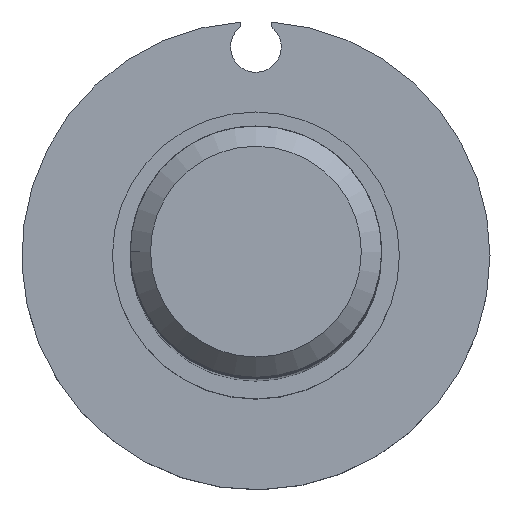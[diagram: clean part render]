
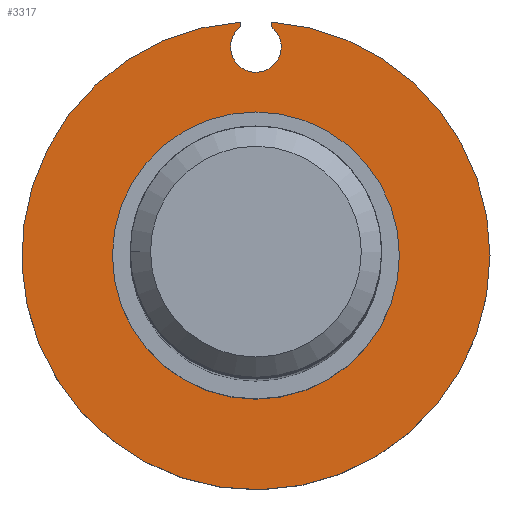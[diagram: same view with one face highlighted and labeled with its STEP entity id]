
A CAD part, top view. The second image highlights one B-rep face of the part: STEP entity #3317.
In plain terms, the highlighted planar face has unit normal (0, 0, 1).
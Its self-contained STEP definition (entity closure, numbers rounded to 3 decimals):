
#1128 = CYLINDRICAL_SURFACE('',#1129,8.992);
#1129 = AXIS2_PLACEMENT_3D('',#1130,#1131,#1132);
#1130 = CARTESIAN_POINT('',(0.,0.,5.969));
#1131 = DIRECTION('',(-0.,-0.,-1.));
#1132 = DIRECTION('',(1.,0.,0.));
#2329 = VERTEX_POINT('',#2330);
#2330 = CARTESIAN_POINT('',(8.992,0.,5.969));
#2353 = EDGE_CURVE('',#2329,#2329,#2354,.T.);
#2354 = SURFACE_CURVE('',#2355,(#2360,#2367),.PCURVE_S1.);
#2355 = CIRCLE('',#2356,8.992);
#2356 = AXIS2_PLACEMENT_3D('',#2357,#2358,#2359);
#2357 = CARTESIAN_POINT('',(0.,0.,5.969));
#2358 = DIRECTION('',(0.,0.,1.));
#2359 = DIRECTION('',(1.,0.,0.));
#2360 = PCURVE('',#1128,#2361);
#2361 = DEFINITIONAL_REPRESENTATION('',(#2362),#2366);
#2362 = LINE('',#2363,#2364);
#2363 = CARTESIAN_POINT('',(-0.,0.));
#2364 = VECTOR('',#2365,1.);
#2365 = DIRECTION('',(-1.,0.));
#2366 = ( GEOMETRIC_REPRESENTATION_CONTEXT(2) 
PARAMETRIC_REPRESENTATION_CONTEXT() REPRESENTATION_CONTEXT('2D SPACE',''
  ) );
#2367 = PCURVE('',#2368,#2373);
#2368 = PLANE('',#2369);
#2369 = AXIS2_PLACEMENT_3D('',#2370,#2371,#2372);
#2370 = CARTESIAN_POINT('',(0.,0.,5.969));
#2371 = DIRECTION('',(0.,0.,1.));
#2372 = DIRECTION('',(1.,0.,0.));
#2373 = DEFINITIONAL_REPRESENTATION('',(#2374),#2378);
#2374 = CIRCLE('',#2375,8.992);
#2375 = AXIS2_PLACEMENT_2D('',#2376,#2377);
#2376 = CARTESIAN_POINT('',(0.,0.));
#2377 = DIRECTION('',(1.,0.));
#2378 = ( GEOMETRIC_REPRESENTATION_CONTEXT(2) 
PARAMETRIC_REPRESENTATION_CONTEXT() REPRESENTATION_CONTEXT('2D SPACE',''
  ) );
#3317 = ADVANCED_FACE('',(#3318,#3492),#2368,.T.);
#3318 = FACE_BOUND('',#3319,.T.);
#3319 = EDGE_LOOP('',(#3320,#3350,#3379,#3408,#3436,#3465));
#3320 = ORIENTED_EDGE('',*,*,#3321,.T.);
#3321 = EDGE_CURVE('',#3322,#3324,#3326,.T.);
#3322 = VERTEX_POINT('',#3323);
#3323 = CARTESIAN_POINT('',(-0.953,14.351,5.969));
#3324 = VERTEX_POINT('',#3325);
#3325 = CARTESIAN_POINT('',(-0.953,14.638,5.969));
#3326 = SURFACE_CURVE('',#3327,(#3331,#3338),.PCURVE_S1.);
#3327 = LINE('',#3328,#3329);
#3328 = CARTESIAN_POINT('',(-0.953,14.078,5.969));
#3329 = VECTOR('',#3330,1.);
#3330 = DIRECTION('',(0.,1.,0.));
#3331 = PCURVE('',#2368,#3332);
#3332 = DEFINITIONAL_REPRESENTATION('',(#3333),#3337);
#3333 = LINE('',#3334,#3335);
#3334 = CARTESIAN_POINT('',(-0.953,14.078));
#3335 = VECTOR('',#3336,1.);
#3336 = DIRECTION('',(0.,1.));
#3337 = ( GEOMETRIC_REPRESENTATION_CONTEXT(2) 
PARAMETRIC_REPRESENTATION_CONTEXT() REPRESENTATION_CONTEXT('2D SPACE',''
  ) );
#3338 = PCURVE('',#3339,#3344);
#3339 = PLANE('',#3340);
#3340 = AXIS2_PLACEMENT_3D('',#3341,#3342,#3343);
#3341 = CARTESIAN_POINT('',(-0.953,14.078,5.969));
#3342 = DIRECTION('',(1.,0.,0.));
#3343 = DIRECTION('',(0.,1.,0.));
#3344 = DEFINITIONAL_REPRESENTATION('',(#3345),#3349);
#3345 = LINE('',#3346,#3347);
#3346 = CARTESIAN_POINT('',(0.,0.));
#3347 = VECTOR('',#3348,1.);
#3348 = DIRECTION('',(1.,0.));
#3349 = ( GEOMETRIC_REPRESENTATION_CONTEXT(2) 
PARAMETRIC_REPRESENTATION_CONTEXT() REPRESENTATION_CONTEXT('2D SPACE',''
  ) );
#3350 = ORIENTED_EDGE('',*,*,#3351,.T.);
#3351 = EDGE_CURVE('',#3324,#3352,#3354,.T.);
#3352 = VERTEX_POINT('',#3353);
#3353 = CARTESIAN_POINT('',(14.669,0.,5.969));
#3354 = SURFACE_CURVE('',#3355,(#3360,#3367),.PCURVE_S1.);
#3355 = CIRCLE('',#3356,14.669);
#3356 = AXIS2_PLACEMENT_3D('',#3357,#3358,#3359);
#3357 = CARTESIAN_POINT('',(0.,0.,5.969));
#3358 = DIRECTION('',(0.,0.,1.));
#3359 = DIRECTION('',(1.,0.,0.));
#3360 = PCURVE('',#2368,#3361);
#3361 = DEFINITIONAL_REPRESENTATION('',(#3362),#3366);
#3362 = CIRCLE('',#3363,14.669);
#3363 = AXIS2_PLACEMENT_2D('',#3364,#3365);
#3364 = CARTESIAN_POINT('',(0.,0.));
#3365 = DIRECTION('',(1.,0.));
#3366 = ( GEOMETRIC_REPRESENTATION_CONTEXT(2) 
PARAMETRIC_REPRESENTATION_CONTEXT() REPRESENTATION_CONTEXT('2D SPACE',''
  ) );
#3367 = PCURVE('',#3368,#3373);
#3368 = CYLINDRICAL_SURFACE('',#3369,14.669);
#3369 = AXIS2_PLACEMENT_3D('',#3370,#3371,#3372);
#3370 = CARTESIAN_POINT('',(0.,0.,0.));
#3371 = DIRECTION('',(-0.,-0.,-1.));
#3372 = DIRECTION('',(1.,0.,0.));
#3373 = DEFINITIONAL_REPRESENTATION('',(#3374),#3378);
#3374 = LINE('',#3375,#3376);
#3375 = CARTESIAN_POINT('',(-0.,-5.969));
#3376 = VECTOR('',#3377,1.);
#3377 = DIRECTION('',(-1.,0.));
#3378 = ( GEOMETRIC_REPRESENTATION_CONTEXT(2) 
PARAMETRIC_REPRESENTATION_CONTEXT() REPRESENTATION_CONTEXT('2D SPACE',''
  ) );
#3379 = ORIENTED_EDGE('',*,*,#3380,.T.);
#3380 = EDGE_CURVE('',#3352,#3381,#3383,.T.);
#3381 = VERTEX_POINT('',#3382);
#3382 = CARTESIAN_POINT('',(0.953,14.638,5.969));
#3383 = SURFACE_CURVE('',#3384,(#3389,#3396),.PCURVE_S1.);
#3384 = CIRCLE('',#3385,14.669);
#3385 = AXIS2_PLACEMENT_3D('',#3386,#3387,#3388);
#3386 = CARTESIAN_POINT('',(0.,0.,5.969));
#3387 = DIRECTION('',(0.,0.,1.));
#3388 = DIRECTION('',(1.,0.,0.));
#3389 = PCURVE('',#2368,#3390);
#3390 = DEFINITIONAL_REPRESENTATION('',(#3391),#3395);
#3391 = CIRCLE('',#3392,14.669);
#3392 = AXIS2_PLACEMENT_2D('',#3393,#3394);
#3393 = CARTESIAN_POINT('',(0.,0.));
#3394 = DIRECTION('',(1.,0.));
#3395 = ( GEOMETRIC_REPRESENTATION_CONTEXT(2) 
PARAMETRIC_REPRESENTATION_CONTEXT() REPRESENTATION_CONTEXT('2D SPACE',''
  ) );
#3396 = PCURVE('',#3397,#3402);
#3397 = CYLINDRICAL_SURFACE('',#3398,14.669);
#3398 = AXIS2_PLACEMENT_3D('',#3399,#3400,#3401);
#3399 = CARTESIAN_POINT('',(0.,0.,0.));
#3400 = DIRECTION('',(-0.,-0.,-1.));
#3401 = DIRECTION('',(1.,0.,0.));
#3402 = DEFINITIONAL_REPRESENTATION('',(#3403),#3407);
#3403 = LINE('',#3404,#3405);
#3404 = CARTESIAN_POINT('',(-0.,-5.969));
#3405 = VECTOR('',#3406,1.);
#3406 = DIRECTION('',(-1.,0.));
#3407 = ( GEOMETRIC_REPRESENTATION_CONTEXT(2) 
PARAMETRIC_REPRESENTATION_CONTEXT() REPRESENTATION_CONTEXT('2D SPACE',''
  ) );
#3408 = ORIENTED_EDGE('',*,*,#3409,.T.);
#3409 = EDGE_CURVE('',#3381,#3410,#3412,.T.);
#3410 = VERTEX_POINT('',#3411);
#3411 = CARTESIAN_POINT('',(0.953,14.351,5.969));
#3412 = SURFACE_CURVE('',#3413,(#3417,#3424),.PCURVE_S1.);
#3413 = LINE('',#3414,#3415);
#3414 = CARTESIAN_POINT('',(0.953,15.766,5.969));
#3415 = VECTOR('',#3416,1.);
#3416 = DIRECTION('',(0.,-1.,0.));
#3417 = PCURVE('',#2368,#3418);
#3418 = DEFINITIONAL_REPRESENTATION('',(#3419),#3423);
#3419 = LINE('',#3420,#3421);
#3420 = CARTESIAN_POINT('',(0.953,15.766));
#3421 = VECTOR('',#3422,1.);
#3422 = DIRECTION('',(0.,-1.));
#3423 = ( GEOMETRIC_REPRESENTATION_CONTEXT(2) 
PARAMETRIC_REPRESENTATION_CONTEXT() REPRESENTATION_CONTEXT('2D SPACE',''
  ) );
#3424 = PCURVE('',#3425,#3430);
#3425 = PLANE('',#3426);
#3426 = AXIS2_PLACEMENT_3D('',#3427,#3428,#3429);
#3427 = CARTESIAN_POINT('',(0.953,15.766,5.969));
#3428 = DIRECTION('',(-1.,0.,0.));
#3429 = DIRECTION('',(0.,-1.,0.));
#3430 = DEFINITIONAL_REPRESENTATION('',(#3431),#3435);
#3431 = LINE('',#3432,#3433);
#3432 = CARTESIAN_POINT('',(0.,0.));
#3433 = VECTOR('',#3434,1.);
#3434 = DIRECTION('',(1.,0.));
#3435 = ( GEOMETRIC_REPRESENTATION_CONTEXT(2) 
PARAMETRIC_REPRESENTATION_CONTEXT() REPRESENTATION_CONTEXT('2D SPACE',''
  ) );
#3436 = ORIENTED_EDGE('',*,*,#3437,.F.);
#3437 = EDGE_CURVE('',#3438,#3410,#3440,.T.);
#3438 = VERTEX_POINT('',#3439);
#3439 = CARTESIAN_POINT('',(1.588,13.081,5.969));
#3440 = SURFACE_CURVE('',#3441,(#3446,#3453),.PCURVE_S1.);
#3441 = CIRCLE('',#3442,1.588);
#3442 = AXIS2_PLACEMENT_3D('',#3443,#3444,#3445);
#3443 = CARTESIAN_POINT('',(0.,13.081,5.969));
#3444 = DIRECTION('',(0.,0.,1.));
#3445 = DIRECTION('',(1.,0.,0.));
#3446 = PCURVE('',#2368,#3447);
#3447 = DEFINITIONAL_REPRESENTATION('',(#3448),#3452);
#3448 = CIRCLE('',#3449,1.588);
#3449 = AXIS2_PLACEMENT_2D('',#3450,#3451);
#3450 = CARTESIAN_POINT('',(0.,13.081));
#3451 = DIRECTION('',(1.,0.));
#3452 = ( GEOMETRIC_REPRESENTATION_CONTEXT(2) 
PARAMETRIC_REPRESENTATION_CONTEXT() REPRESENTATION_CONTEXT('2D SPACE',''
  ) );
#3453 = PCURVE('',#3454,#3459);
#3454 = CYLINDRICAL_SURFACE('',#3455,1.588);
#3455 = AXIS2_PLACEMENT_3D('',#3456,#3457,#3458);
#3456 = CARTESIAN_POINT('',(0.,13.081,5.969));
#3457 = DIRECTION('',(0.,0.,1.));
#3458 = DIRECTION('',(1.,0.,0.));
#3459 = DEFINITIONAL_REPRESENTATION('',(#3460),#3464);
#3460 = LINE('',#3461,#3462);
#3461 = CARTESIAN_POINT('',(0.,0.));
#3462 = VECTOR('',#3463,1.);
#3463 = DIRECTION('',(1.,0.));
#3464 = ( GEOMETRIC_REPRESENTATION_CONTEXT(2) 
PARAMETRIC_REPRESENTATION_CONTEXT() REPRESENTATION_CONTEXT('2D SPACE',''
  ) );
#3465 = ORIENTED_EDGE('',*,*,#3466,.F.);
#3466 = EDGE_CURVE('',#3322,#3438,#3467,.T.);
#3467 = SURFACE_CURVE('',#3468,(#3473,#3480),.PCURVE_S1.);
#3468 = CIRCLE('',#3469,1.588);
#3469 = AXIS2_PLACEMENT_3D('',#3470,#3471,#3472);
#3470 = CARTESIAN_POINT('',(0.,13.081,5.969));
#3471 = DIRECTION('',(0.,0.,1.));
#3472 = DIRECTION('',(1.,0.,0.));
#3473 = PCURVE('',#2368,#3474);
#3474 = DEFINITIONAL_REPRESENTATION('',(#3475),#3479);
#3475 = CIRCLE('',#3476,1.588);
#3476 = AXIS2_PLACEMENT_2D('',#3477,#3478);
#3477 = CARTESIAN_POINT('',(0.,13.081));
#3478 = DIRECTION('',(1.,0.));
#3479 = ( GEOMETRIC_REPRESENTATION_CONTEXT(2) 
PARAMETRIC_REPRESENTATION_CONTEXT() REPRESENTATION_CONTEXT('2D SPACE',''
  ) );
#3480 = PCURVE('',#3481,#3486);
#3481 = CYLINDRICAL_SURFACE('',#3482,1.588);
#3482 = AXIS2_PLACEMENT_3D('',#3483,#3484,#3485);
#3483 = CARTESIAN_POINT('',(0.,13.081,5.969));
#3484 = DIRECTION('',(0.,0.,1.));
#3485 = DIRECTION('',(1.,0.,0.));
#3486 = DEFINITIONAL_REPRESENTATION('',(#3487),#3491);
#3487 = LINE('',#3488,#3489);
#3488 = CARTESIAN_POINT('',(0.,0.));
#3489 = VECTOR('',#3490,1.);
#3490 = DIRECTION('',(1.,0.));
#3491 = ( GEOMETRIC_REPRESENTATION_CONTEXT(2) 
PARAMETRIC_REPRESENTATION_CONTEXT() REPRESENTATION_CONTEXT('2D SPACE',''
  ) );
#3492 = FACE_BOUND('',#3493,.T.);
#3493 = EDGE_LOOP('',(#3494));
#3494 = ORIENTED_EDGE('',*,*,#2353,.F.);
